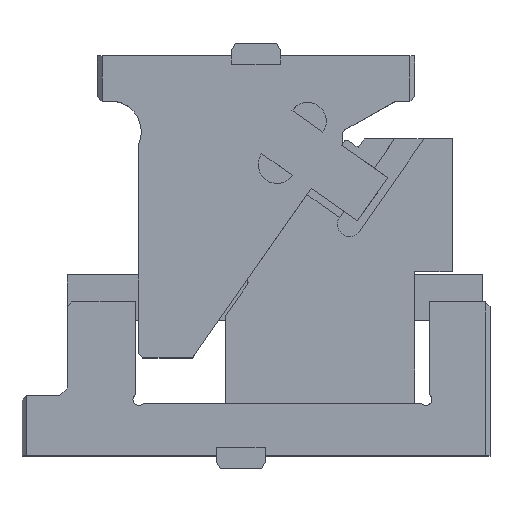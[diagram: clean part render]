
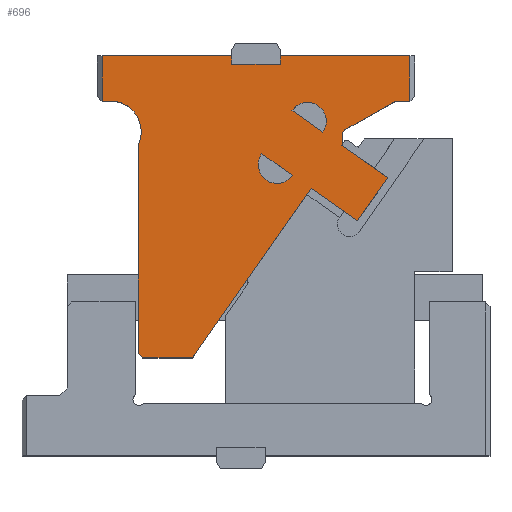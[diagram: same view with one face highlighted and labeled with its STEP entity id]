
A CAD part, top view. The second image highlights one B-rep face of the part: STEP entity #696.
In plain terms, the highlighted planar face has unit normal (0, 0, 1).
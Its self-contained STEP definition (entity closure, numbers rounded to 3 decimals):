
#84=CARTESIAN_POINT('Vertex',(53.,265.,40.)) ;
#87=CARTESIAN_POINT('Line Origine',(96.,265.,40.)) ;
#91=CARTESIAN_POINT('Vertex',(139.,265.,40.)) ;
#462=CARTESIAN_POINT('Vertex',(53.,235.,40.)) ;
#465=CARTESIAN_POINT('Line Origine',(53.,250.,40.)) ;
#477=CARTESIAN_POINT('Axis2P3D Location',(217.,212.078,40.)) ;
#482=CARTESIAN_POINT('Line Origine',(139.,262.25,40.)) ;
#486=CARTESIAN_POINT('Vertex',(139.,259.5,40.)) ;
#489=CARTESIAN_POINT('Line Origine',(56.,235.,40.)) ;
#493=CARTESIAN_POINT('Vertex',(59.,235.,40.)) ;
#496=CARTESIAN_POINT('Axis2P3D Location',(59.,215.,40.)) ;
#500=CARTESIAN_POINT('Vertex',(79.,215.,40.)) ;
#503=CARTESIAN_POINT('Axis2P3D Location',(59.,215.,40.)) ;
#507=CARTESIAN_POINT('Vertex',(77.,206.282,40.)) ;
#510=CARTESIAN_POINT('Line Origine',(77.,137.141,40.)) ;
#514=CARTESIAN_POINT('Vertex',(77.,68.,40.)) ;
#517=CARTESIAN_POINT('Line Origine',(78.5,66.5,40.)) ;
#521=CARTESIAN_POINT('Vertex',(80.,65.,40.)) ;
#524=CARTESIAN_POINT('Line Origine',(96.472,65.,40.)) ;
#528=CARTESIAN_POINT('Vertex',(112.943,65.,40.)) ;
#531=CARTESIAN_POINT('Line Origine',(152.237,121.117,40.)) ;
#535=CARTESIAN_POINT('Vertex',(191.531,177.235,40.)) ;
#538=CARTESIAN_POINT('Line Origine',(206.89,166.481,40.)) ;
#542=CARTESIAN_POINT('Vertex',(222.248,155.726,40.)) ;
#545=CARTESIAN_POINT('Line Origine',(232.286,170.062,40.)) ;
#549=CARTESIAN_POINT('Vertex',(242.323,184.397,40.)) ;
#552=CARTESIAN_POINT('Line Origine',(226.965,195.151,40.)) ;
#556=CARTESIAN_POINT('Vertex',(211.606,205.905,40.)) ;
#559=CARTESIAN_POINT('Line Origine',(211.803,206.187,40.)) ;
#563=CARTESIAN_POINT('Vertex',(212.,206.468,40.)) ;
#566=CARTESIAN_POINT('Line Origine',(212.,209.273,40.)) ;
#570=CARTESIAN_POINT('Vertex',(212.,212.078,40.)) ;
#573=CARTESIAN_POINT('Axis2P3D Location',(217.,212.078,40.)) ;
#577=CARTESIAN_POINT('Vertex',(214.546,216.434,40.)) ;
#580=CARTESIAN_POINT('Line Origine',(231.023,225.717,40.)) ;
#584=CARTESIAN_POINT('Vertex',(247.5,235.,40.)) ;
#587=CARTESIAN_POINT('Line Origine',(252.25,235.,40.)) ;
#591=CARTESIAN_POINT('Vertex',(257.,235.,40.)) ;
#594=CARTESIAN_POINT('Line Origine',(257.,250.,40.)) ;
#598=CARTESIAN_POINT('Vertex',(257.,265.,40.)) ;
#601=CARTESIAN_POINT('Line Origine',(214.,265.,40.)) ;
#605=CARTESIAN_POINT('Vertex',(171.,265.,40.)) ;
#608=CARTESIAN_POINT('Line Origine',(171.,262.25,40.)) ;
#612=CARTESIAN_POINT('Vertex',(171.,259.5,40.)) ;
#615=CARTESIAN_POINT('Line Origine',(155.,259.5,40.)) ;
#644=CARTESIAN_POINT('Line Origine',(169.003,193.009,40.)) ;
#648=CARTESIAN_POINT('Vertex',(179.243,185.839,40.)) ;
#650=CARTESIAN_POINT('Vertex',(158.764,200.179,40.)) ;
#653=CARTESIAN_POINT('Axis2P3D Location',(169.003,193.009,40.)) ;
#657=CARTESIAN_POINT('Vertex',(156.503,193.009,40.)) ;
#660=CARTESIAN_POINT('Axis2P3D Location',(169.003,193.009,40.)) ;
#670=CARTESIAN_POINT('Line Origine',(189.079,221.679,40.)) ;
#674=CARTESIAN_POINT('Vertex',(178.839,228.849,40.)) ;
#676=CARTESIAN_POINT('Vertex',(199.318,214.509,40.)) ;
#679=CARTESIAN_POINT('Axis2P3D Location',(189.079,221.679,40.)) ;
#683=CARTESIAN_POINT('Vertex',(201.579,221.679,40.)) ;
#686=CARTESIAN_POINT('Axis2P3D Location',(189.079,221.679,40.)) ;
#88=DIRECTION('Vector Direction',(1.,0.,0.)) ;
#466=DIRECTION('Vector Direction',(0.,-1.,0.)) ;
#478=DIRECTION('Axis2P3D Direction',(0.,0.,1.)) ;
#479=DIRECTION('Axis2P3D XDirection',(1.,0.,-0.)) ;
#483=DIRECTION('Vector Direction',(0.,-1.,0.)) ;
#490=DIRECTION('Vector Direction',(1.,0.,0.)) ;
#497=DIRECTION('Axis2P3D Direction',(0.,0.,1.)) ;
#504=DIRECTION('Axis2P3D Direction',(0.,0.,1.)) ;
#511=DIRECTION('Vector Direction',(0.,-1.,0.)) ;
#518=DIRECTION('Vector Direction',(-0.707,0.707,0.)) ;
#525=DIRECTION('Vector Direction',(1.,0.,0.)) ;
#532=DIRECTION('Vector Direction',(0.574,0.819,0.)) ;
#539=DIRECTION('Vector Direction',(-0.819,0.574,0.)) ;
#546=DIRECTION('Vector Direction',(-0.574,-0.819,0.)) ;
#553=DIRECTION('Vector Direction',(0.819,-0.574,0.)) ;
#560=DIRECTION('Vector Direction',(0.574,0.819,0.)) ;
#567=DIRECTION('Vector Direction',(0.,1.,0.)) ;
#574=DIRECTION('Axis2P3D Direction',(0.,0.,1.)) ;
#581=DIRECTION('Vector Direction',(0.871,0.491,0.)) ;
#588=DIRECTION('Vector Direction',(-1.,0.,0.)) ;
#595=DIRECTION('Vector Direction',(0.,1.,0.)) ;
#602=DIRECTION('Vector Direction',(1.,0.,0.)) ;
#609=DIRECTION('Vector Direction',(0.,1.,0.)) ;
#616=DIRECTION('Vector Direction',(1.,0.,0.)) ;
#645=DIRECTION('Vector Direction',(-0.819,0.574,0.)) ;
#654=DIRECTION('Axis2P3D Direction',(0.,0.,1.)) ;
#661=DIRECTION('Axis2P3D Direction',(0.,0.,1.)) ;
#671=DIRECTION('Vector Direction',(0.819,-0.574,0.)) ;
#680=DIRECTION('Axis2P3D Direction',(0.,0.,1.)) ;
#687=DIRECTION('Axis2P3D Direction',(0.,0.,1.)) ;
#480=AXIS2_PLACEMENT_3D('Plane Axis2P3D',#477,#478,#479) ;
#498=AXIS2_PLACEMENT_3D('Circle Axis2P3D',#496,#497,$) ;
#505=AXIS2_PLACEMENT_3D('Circle Axis2P3D',#503,#504,$) ;
#575=AXIS2_PLACEMENT_3D('Circle Axis2P3D',#573,#574,$) ;
#655=AXIS2_PLACEMENT_3D('Circle Axis2P3D',#653,#654,$) ;
#662=AXIS2_PLACEMENT_3D('Circle Axis2P3D',#660,#661,$) ;
#681=AXIS2_PLACEMENT_3D('Circle Axis2P3D',#679,#680,$) ;
#688=AXIS2_PLACEMENT_3D('Circle Axis2P3D',#686,#687,$) ;
#621=ORIENTED_EDGE('',*,*,#488,.F.) ;
#622=ORIENTED_EDGE('',*,*,#93,.F.) ;
#623=ORIENTED_EDGE('',*,*,#469,.T.) ;
#624=ORIENTED_EDGE('',*,*,#495,.T.) ;
#625=ORIENTED_EDGE('',*,*,#502,.F.) ;
#626=ORIENTED_EDGE('',*,*,#509,.F.) ;
#627=ORIENTED_EDGE('',*,*,#516,.T.) ;
#628=ORIENTED_EDGE('',*,*,#523,.F.) ;
#629=ORIENTED_EDGE('',*,*,#530,.T.) ;
#630=ORIENTED_EDGE('',*,*,#537,.T.) ;
#631=ORIENTED_EDGE('',*,*,#544,.F.) ;
#632=ORIENTED_EDGE('',*,*,#551,.F.) ;
#633=ORIENTED_EDGE('',*,*,#558,.F.) ;
#634=ORIENTED_EDGE('',*,*,#565,.T.) ;
#635=ORIENTED_EDGE('',*,*,#572,.T.) ;
#636=ORIENTED_EDGE('',*,*,#579,.F.) ;
#637=ORIENTED_EDGE('',*,*,#586,.T.) ;
#638=ORIENTED_EDGE('',*,*,#593,.F.) ;
#639=ORIENTED_EDGE('',*,*,#600,.T.) ;
#640=ORIENTED_EDGE('',*,*,#607,.F.) ;
#641=ORIENTED_EDGE('',*,*,#614,.F.) ;
#642=ORIENTED_EDGE('',*,*,#619,.F.) ;
#666=ORIENTED_EDGE('',*,*,#652,.F.) ;
#667=ORIENTED_EDGE('',*,*,#659,.F.) ;
#668=ORIENTED_EDGE('',*,*,#664,.F.) ;
#692=ORIENTED_EDGE('',*,*,#678,.F.) ;
#693=ORIENTED_EDGE('',*,*,#685,.F.) ;
#694=ORIENTED_EDGE('',*,*,#690,.F.) ;
#669=FACE_BOUND('',#665,.T.) ;
#695=FACE_BOUND('',#691,.T.) ;
#89=VECTOR('Line Direction',#88,1.) ;
#467=VECTOR('Line Direction',#466,1.) ;
#484=VECTOR('Line Direction',#483,1.) ;
#491=VECTOR('Line Direction',#490,1.) ;
#512=VECTOR('Line Direction',#511,1.) ;
#519=VECTOR('Line Direction',#518,1.) ;
#526=VECTOR('Line Direction',#525,1.) ;
#533=VECTOR('Line Direction',#532,1.) ;
#540=VECTOR('Line Direction',#539,1.) ;
#547=VECTOR('Line Direction',#546,1.) ;
#554=VECTOR('Line Direction',#553,1.) ;
#561=VECTOR('Line Direction',#560,1.) ;
#568=VECTOR('Line Direction',#567,1.) ;
#582=VECTOR('Line Direction',#581,1.) ;
#589=VECTOR('Line Direction',#588,1.) ;
#596=VECTOR('Line Direction',#595,1.) ;
#603=VECTOR('Line Direction',#602,1.) ;
#610=VECTOR('Line Direction',#609,1.) ;
#617=VECTOR('Line Direction',#616,1.) ;
#646=VECTOR('Line Direction',#645,1.) ;
#672=VECTOR('Line Direction',#671,1.) ;
#696=ADVANCED_FACE('CAM DRIVER',(#643,#669,#695),#481,.T.) ;
#499=CIRCLE('generated circle',#498,20.) ;
#506=CIRCLE('generated circle',#505,20.) ;
#576=CIRCLE('generated circle',#575,5.) ;
#656=CIRCLE('generated circle',#655,12.5) ;
#663=CIRCLE('generated circle',#662,12.5) ;
#682=CIRCLE('generated circle',#681,12.5) ;
#689=CIRCLE('generated circle',#688,12.5) ;
#93=EDGE_CURVE('',#85,#92,#90,.T.) ;
#469=EDGE_CURVE('',#85,#463,#468,.T.) ;
#488=EDGE_CURVE('',#92,#487,#485,.T.) ;
#495=EDGE_CURVE('',#463,#494,#492,.T.) ;
#502=EDGE_CURVE('',#501,#494,#499,.T.) ;
#509=EDGE_CURVE('',#508,#501,#506,.T.) ;
#516=EDGE_CURVE('',#508,#515,#513,.T.) ;
#523=EDGE_CURVE('',#522,#515,#520,.T.) ;
#530=EDGE_CURVE('',#522,#529,#527,.T.) ;
#537=EDGE_CURVE('',#529,#536,#534,.T.) ;
#544=EDGE_CURVE('',#543,#536,#541,.T.) ;
#551=EDGE_CURVE('',#550,#543,#548,.T.) ;
#558=EDGE_CURVE('',#557,#550,#555,.T.) ;
#565=EDGE_CURVE('',#557,#564,#562,.T.) ;
#572=EDGE_CURVE('',#564,#571,#569,.T.) ;
#579=EDGE_CURVE('',#578,#571,#576,.T.) ;
#586=EDGE_CURVE('',#578,#585,#583,.T.) ;
#593=EDGE_CURVE('',#592,#585,#590,.T.) ;
#600=EDGE_CURVE('',#592,#599,#597,.T.) ;
#607=EDGE_CURVE('',#606,#599,#604,.T.) ;
#614=EDGE_CURVE('',#613,#606,#611,.T.) ;
#619=EDGE_CURVE('',#487,#613,#618,.T.) ;
#652=EDGE_CURVE('',#649,#651,#647,.T.) ;
#659=EDGE_CURVE('',#658,#649,#656,.T.) ;
#664=EDGE_CURVE('',#651,#658,#663,.T.) ;
#678=EDGE_CURVE('',#675,#677,#673,.T.) ;
#685=EDGE_CURVE('',#684,#675,#682,.T.) ;
#690=EDGE_CURVE('',#677,#684,#689,.T.) ;
#620=EDGE_LOOP('',(#621,#622,#623,#624,#625,#626,#627,#628,#629,#630,#631,#632,#633,#634,#635,#636,#637,#638,#639,#640,#641,#642)) ;
#665=EDGE_LOOP('',(#666,#667,#668)) ;
#691=EDGE_LOOP('',(#692,#693,#694)) ;
#643=FACE_OUTER_BOUND('',#620,.T.) ;
#90=LINE('Line',#87,#89) ;
#468=LINE('Line',#465,#467) ;
#485=LINE('Line',#482,#484) ;
#492=LINE('Line',#489,#491) ;
#513=LINE('Line',#510,#512) ;
#520=LINE('Line',#517,#519) ;
#527=LINE('Line',#524,#526) ;
#534=LINE('Line',#531,#533) ;
#541=LINE('Line',#538,#540) ;
#548=LINE('Line',#545,#547) ;
#555=LINE('Line',#552,#554) ;
#562=LINE('Line',#559,#561) ;
#569=LINE('Line',#566,#568) ;
#583=LINE('Line',#580,#582) ;
#590=LINE('Line',#587,#589) ;
#597=LINE('Line',#594,#596) ;
#604=LINE('Line',#601,#603) ;
#611=LINE('Line',#608,#610) ;
#618=LINE('Line',#615,#617) ;
#647=LINE('Line',#644,#646) ;
#673=LINE('Line',#670,#672) ;
#481=PLANE('Plane',#480) ;
#85=VERTEX_POINT('',#84) ;
#92=VERTEX_POINT('',#91) ;
#463=VERTEX_POINT('',#462) ;
#487=VERTEX_POINT('',#486) ;
#494=VERTEX_POINT('',#493) ;
#501=VERTEX_POINT('',#500) ;
#508=VERTEX_POINT('',#507) ;
#515=VERTEX_POINT('',#514) ;
#522=VERTEX_POINT('',#521) ;
#529=VERTEX_POINT('',#528) ;
#536=VERTEX_POINT('',#535) ;
#543=VERTEX_POINT('',#542) ;
#550=VERTEX_POINT('',#549) ;
#557=VERTEX_POINT('',#556) ;
#564=VERTEX_POINT('',#563) ;
#571=VERTEX_POINT('',#570) ;
#578=VERTEX_POINT('',#577) ;
#585=VERTEX_POINT('',#584) ;
#592=VERTEX_POINT('',#591) ;
#599=VERTEX_POINT('',#598) ;
#606=VERTEX_POINT('',#605) ;
#613=VERTEX_POINT('',#612) ;
#649=VERTEX_POINT('',#648) ;
#651=VERTEX_POINT('',#650) ;
#658=VERTEX_POINT('',#657) ;
#675=VERTEX_POINT('',#674) ;
#677=VERTEX_POINT('',#676) ;
#684=VERTEX_POINT('',#683) ;
